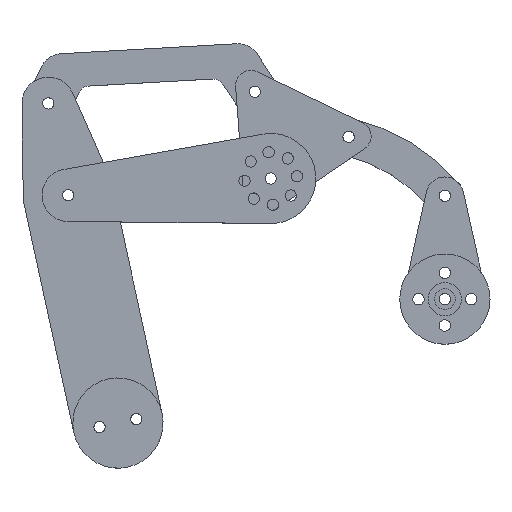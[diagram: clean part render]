
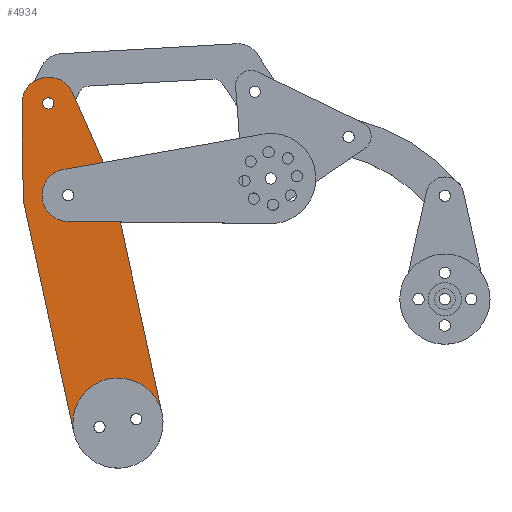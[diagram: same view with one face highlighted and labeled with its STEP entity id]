
A CAD part, top view. The second image highlights one B-rep face of the part: STEP entity #4934.
In plain terms, the highlighted planar face has unit normal (0, 0, 1).
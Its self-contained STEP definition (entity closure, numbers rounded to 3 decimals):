
#31 = ORIENTED_EDGE ( 'NONE', *, *, #737, .F. ) ;
#40 = VERTEX_POINT ( 'NONE', #4625 ) ;
#55 = VERTEX_POINT ( 'NONE', #4137 ) ;
#71 = AXIS2_PLACEMENT_3D ( 'NONE', #888, #2808, #4538 ) ;
#80 = FACE_BOUND ( 'NONE', #2086, .T. ) ;
#111 = CARTESIAN_POINT ( 'NONE',  ( 0., 0., 4. ) ) ;
#133 = EDGE_CURVE ( 'NONE', #3892, #4809, #5325, .T. ) ;
#148 = DIRECTION ( 'NONE',  ( 1., 0., 0. ) ) ;
#191 = AXIS2_PLACEMENT_3D ( 'NONE', #5209, #4760, #3347 ) ;
#260 = CARTESIAN_POINT ( 'NONE',  ( -1.4, 6.859, 4. ) ) ;
#417 = DIRECTION ( 'NONE',  ( 1., 0., 0. ) ) ;
#510 = CARTESIAN_POINT ( 'NONE',  ( -7., 0., 4. ) ) ;
#555 = EDGE_CURVE ( 'NONE', #5585, #40, #827, .T. ) ;
#571 = FACE_OUTER_BOUND ( 'NONE', #1987, .T. ) ;
#574 = DIRECTION ( 'NONE',  ( 0., 0., 1. ) ) ;
#641 = EDGE_CURVE ( 'NONE', #1785, #5197, #5727, .T. ) ;
#686 = DIRECTION ( 'NONE',  ( 1., 0., 0. ) ) ;
#737 = EDGE_CURVE ( 'NONE', #3403, #1274, #3598, .T. ) ;
#778 = DIRECTION ( 'NONE',  ( 0., 0., 1. ) ) ;
#811 = DIRECTION ( 'NONE',  ( 0., 0., 1. ) ) ;
#812 = CARTESIAN_POINT ( 'NONE',  ( 0., -12., 4. ) ) ;
#827 = LINE ( 'NONE', #4618, #4353 ) ;
#888 = CARTESIAN_POINT ( 'NONE',  ( 87., -5., 4. ) ) ;
#893 = CIRCLE ( 'NONE', #3908, 12. ) ;
#895 = VERTEX_POINT ( 'NONE', #1879 ) ;
#909 = VECTOR ( 'NONE', #1950, 1000. ) ;
#1208 = CARTESIAN_POINT ( 'NONE',  ( 0., 0., 4. ) ) ;
#1274 = VERTEX_POINT ( 'NONE', #5863 ) ;
#1316 = AXIS2_PLACEMENT_3D ( 'NONE', #4066, #2211, #4882 ) ;
#1325 = EDGE_CURVE ( 'NONE', #55, #895, #5367, .T. ) ;
#1326 = CARTESIAN_POINT ( 'NONE',  ( 87., 5., 4. ) ) ;
#1361 = DIRECTION ( 'NONE',  ( 1., 0., 0. ) ) ;
#1375 = VERTEX_POINT ( 'NONE', #2762 ) ;
#1380 = EDGE_CURVE ( 'NONE', #2469, #2836, #5455, .T. ) ;
#1504 = DIRECTION ( 'NONE',  ( 1., 0., 0. ) ) ;
#1577 = VECTOR ( 'NONE', #6018, 1000. ) ;
#1585 = DIRECTION ( 'NONE',  ( 1., 0., 0. ) ) ;
#1687 = ORIENTED_EDGE ( 'NONE', *, *, #5189, .F. ) ;
#1699 = AXIS2_PLACEMENT_3D ( 'NONE', #2889, #574, #2440 ) ;
#1734 = CARTESIAN_POINT ( 'NONE',  ( 87., -12., 4. ) ) ;
#1785 = VERTEX_POINT ( 'NONE', #510 ) ;
#1879 = CARTESIAN_POINT ( 'NONE',  ( 20.1, 0., 4. ) ) ;
#1885 = EDGE_LOOP ( 'NONE', ( #31, #2125 ) ) ;
#1891 = CIRCLE ( 'NONE', #4994, 1.5 ) ;
#1900 = CIRCLE ( 'NONE', #1316, 1.5 ) ;
#1950 = DIRECTION ( 'NONE',  ( -0.98, 0.2, 0. ) ) ;
#1987 = EDGE_LOOP ( 'NONE', ( #3861, #2898, #5458, #4203, #5975, #4238, #5973, #4461 ) ) ;
#2001 = EDGE_CURVE ( 'NONE', #2469, #5197, #2864, .T. ) ;
#2070 = CARTESIAN_POINT ( 'NONE',  ( 88.5, 5., 4. ) ) ;
#2086 = EDGE_LOOP ( 'NONE', ( #1687, #2200 ) ) ;
#2125 = ORIENTED_EDGE ( 'NONE', *, *, #3609, .F. ) ;
#2200 = ORIENTED_EDGE ( 'NONE', *, *, #1325, .F. ) ;
#2211 = DIRECTION ( 'NONE',  ( 0., 0., 1. ) ) ;
#2246 = CARTESIAN_POINT ( 'NONE',  ( 88.5, -5., 4. ) ) ;
#2291 = VERTEX_POINT ( 'NONE', #5060 ) ;
#2292 = AXIS2_PLACEMENT_3D ( 'NONE', #4576, #2795, #417 ) ;
#2317 = DIRECTION ( 'NONE',  ( 1., 0., 0. ) ) ;
#2398 = FACE_BOUND ( 'NONE', #5420, .T. ) ;
#2440 = DIRECTION ( 'NONE',  ( 1., 0., 0. ) ) ;
#2469 = VERTEX_POINT ( 'NONE', #2492 ) ;
#2492 = CARTESIAN_POINT ( 'NONE',  ( 23.788, -12., 4. ) ) ;
#2526 = DIRECTION ( 'NONE',  ( 0., 0., 1. ) ) ;
#2536 = DIRECTION ( 'NONE',  ( 0., 0., 1. ) ) ;
#2640 = DIRECTION ( 'NONE',  ( 1., 0., 0. ) ) ;
#2750 = EDGE_LOOP ( 'NONE', ( #3869, #2926 ) ) ;
#2762 = CARTESIAN_POINT ( 'NONE',  ( 87., 12., 4. ) ) ;
#2795 = DIRECTION ( 'NONE',  ( 0., 0., 1. ) ) ;
#2808 = DIRECTION ( 'NONE',  ( 0., 0., 1. ) ) ;
#2828 = VERTEX_POINT ( 'NONE', #3977 ) ;
#2836 = VERTEX_POINT ( 'NONE', #1734 ) ;
#2864 = LINE ( 'NONE', #4735, #909 ) ;
#2889 = CARTESIAN_POINT ( 'NONE',  ( 0., 0., 4. ) ) ;
#2898 = ORIENTED_EDGE ( 'NONE', *, *, #641, .T. ) ;
#2916 = EDGE_CURVE ( 'NONE', #2828, #1375, #4847, .T. ) ;
#2923 = FACE_BOUND ( 'NONE', #2750, .T. ) ;
#2926 = ORIENTED_EDGE ( 'NONE', *, *, #4434, .F. ) ;
#2981 = CARTESIAN_POINT ( 'NONE',  ( 0., 12., 4. ) ) ;
#3231 = AXIS2_PLACEMENT_3D ( 'NONE', #4969, #811, #2317 ) ;
#3266 = AXIS2_PLACEMENT_3D ( 'NONE', #111, #4368, #148 ) ;
#3347 = DIRECTION ( 'NONE',  ( 1., 0., 0. ) ) ;
#3389 = ORIENTED_EDGE ( 'NONE', *, *, #5916, .F. ) ;
#3403 = VERTEX_POINT ( 'NONE', #5324 ) ;
#3461 = CIRCLE ( 'NONE', #5588, 1.5 ) ;
#3598 = CIRCLE ( 'NONE', #5933, 1.5 ) ;
#3606 = EDGE_CURVE ( 'NONE', #5585, #1785, #5983, .T. ) ;
#3609 = EDGE_CURVE ( 'NONE', #1274, #3403, #1891, .T. ) ;
#3624 = CIRCLE ( 'NONE', #3231, 12. ) ;
#3678 = CARTESIAN_POINT ( 'NONE',  ( -1.4, -6.859, 4. ) ) ;
#3861 = ORIENTED_EDGE ( 'NONE', *, *, #3606, .T. ) ;
#3869 = ORIENTED_EDGE ( 'NONE', *, *, #133, .F. ) ;
#3892 = VERTEX_POINT ( 'NONE', #2246 ) ;
#3893 = CIRCLE ( 'NONE', #3985, 1.5 ) ;
#3908 = AXIS2_PLACEMENT_3D ( 'NONE', #4393, #4845, #686 ) ;
#3977 = CARTESIAN_POINT ( 'NONE',  ( 25., 12., 4. ) ) ;
#3985 = AXIS2_PLACEMENT_3D ( 'NONE', #5253, #2536, #1585 ) ;
#4066 = CARTESIAN_POINT ( 'NONE',  ( 87., -5., 4. ) ) ;
#4137 = CARTESIAN_POINT ( 'NONE',  ( 29.9, 0., 4. ) ) ;
#4203 = ORIENTED_EDGE ( 'NONE', *, *, #1380, .T. ) ;
#4238 = ORIENTED_EDGE ( 'NONE', *, *, #2916, .F. ) ;
#4307 = PLANE ( 'NONE',  #3266 ) ;
#4353 = VECTOR ( 'NONE', #5065, 1000. ) ;
#4368 = DIRECTION ( 'NONE',  ( 0., 0., 1. ) ) ;
#4393 = CARTESIAN_POINT ( 'NONE',  ( 87., 0., 4. ) ) ;
#4421 = ORIENTED_EDGE ( 'NONE', *, *, #5169, .F. ) ;
#4434 = EDGE_CURVE ( 'NONE', #4809, #3892, #1900, .T. ) ;
#4461 = ORIENTED_EDGE ( 'NONE', *, *, #555, .F. ) ;
#4525 = CIRCLE ( 'NONE', #2292, 4.9 ) ;
#4538 = DIRECTION ( 'NONE',  ( 1., 0., 0. ) ) ;
#4576 = CARTESIAN_POINT ( 'NONE',  ( 25., 0., 4. ) ) ;
#4618 = CARTESIAN_POINT ( 'NONE',  ( -1.4, 6.859, 4. ) ) ;
#4625 = CARTESIAN_POINT ( 'NONE',  ( 22.6, 11.758, 4. ) ) ;
#4735 = CARTESIAN_POINT ( 'NONE',  ( -1.4, -6.859, 4. ) ) ;
#4760 = DIRECTION ( 'NONE',  ( 0., 0., 1. ) ) ;
#4764 = FACE_BOUND ( 'NONE', #1885, .T. ) ;
#4809 = VERTEX_POINT ( 'NONE', #5032 ) ;
#4845 = DIRECTION ( 'NONE',  ( 0., 0., 1. ) ) ;
#4846 = CARTESIAN_POINT ( 'NONE',  ( 25., 0., 4. ) ) ;
#4847 = LINE ( 'NONE', #2981, #5968 ) ;
#4853 = DIRECTION ( 'NONE',  ( 1., 0., 0. ) ) ;
#4882 = DIRECTION ( 'NONE',  ( 1., 0., 0. ) ) ;
#4934 = ADVANCED_FACE ( 'NONE', ( #571, #2398, #2923, #4764, #80 ), #4307, .T. ) ;
#4969 = CARTESIAN_POINT ( 'NONE',  ( 25., 0., 4. ) ) ;
#4994 = AXIS2_PLACEMENT_3D ( 'NONE', #6012, #5128, #1361 ) ;
#5012 = VERTEX_POINT ( 'NONE', #2070 ) ;
#5032 = CARTESIAN_POINT ( 'NONE',  ( 85.5, -5., 4. ) ) ;
#5060 = CARTESIAN_POINT ( 'NONE',  ( 85.5, 5., 4. ) ) ;
#5065 = DIRECTION ( 'NONE',  ( 0.98, 0.2, 0. ) ) ;
#5118 = DIRECTION ( 'NONE',  ( 1., 0., 0. ) ) ;
#5128 = DIRECTION ( 'NONE',  ( 0., 0., 1. ) ) ;
#5169 = EDGE_CURVE ( 'NONE', #5012, #2291, #3461, .T. ) ;
#5189 = EDGE_CURVE ( 'NONE', #895, #55, #4525, .T. ) ;
#5197 = VERTEX_POINT ( 'NONE', #3678 ) ;
#5209 = CARTESIAN_POINT ( 'NONE',  ( 0., 0., 4. ) ) ;
#5253 = CARTESIAN_POINT ( 'NONE',  ( 87., 5., 4. ) ) ;
#5324 = CARTESIAN_POINT ( 'NONE',  ( -1.5, 0., 4. ) ) ;
#5325 = CIRCLE ( 'NONE', #71, 1.5 ) ;
#5367 = CIRCLE ( 'NONE', #5963, 4.9 ) ;
#5420 = EDGE_LOOP ( 'NONE', ( #4421, #3389 ) ) ;
#5455 = LINE ( 'NONE', #812, #1577 ) ;
#5458 = ORIENTED_EDGE ( 'NONE', *, *, #2001, .F. ) ;
#5585 = VERTEX_POINT ( 'NONE', #260 ) ;
#5588 = AXIS2_PLACEMENT_3D ( 'NONE', #1326, #5965, #5118 ) ;
#5631 = EDGE_CURVE ( 'NONE', #2836, #1375, #893, .T. ) ;
#5658 = EDGE_CURVE ( 'NONE', #2828, #40, #3624, .T. ) ;
#5727 = CIRCLE ( 'NONE', #191, 7. ) ;
#5863 = CARTESIAN_POINT ( 'NONE',  ( 1.5, 0., 4. ) ) ;
#5916 = EDGE_CURVE ( 'NONE', #2291, #5012, #3893, .T. ) ;
#5933 = AXIS2_PLACEMENT_3D ( 'NONE', #1208, #2526, #4853 ) ;
#5963 = AXIS2_PLACEMENT_3D ( 'NONE', #4846, #778, #2640 ) ;
#5965 = DIRECTION ( 'NONE',  ( 0., 0., 1. ) ) ;
#5968 = VECTOR ( 'NONE', #1504, 1000. ) ;
#5973 = ORIENTED_EDGE ( 'NONE', *, *, #5658, .T. ) ;
#5975 = ORIENTED_EDGE ( 'NONE', *, *, #5631, .T. ) ;
#5983 = CIRCLE ( 'NONE', #1699, 7. ) ;
#6012 = CARTESIAN_POINT ( 'NONE',  ( 0., 0., 4. ) ) ;
#6018 = DIRECTION ( 'NONE',  ( 1., 0., 0. ) ) ;
